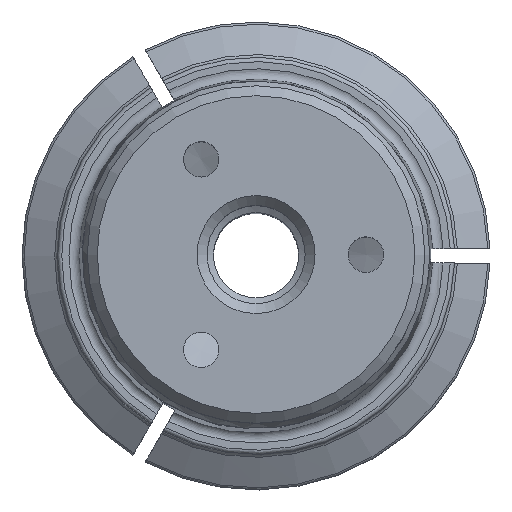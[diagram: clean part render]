
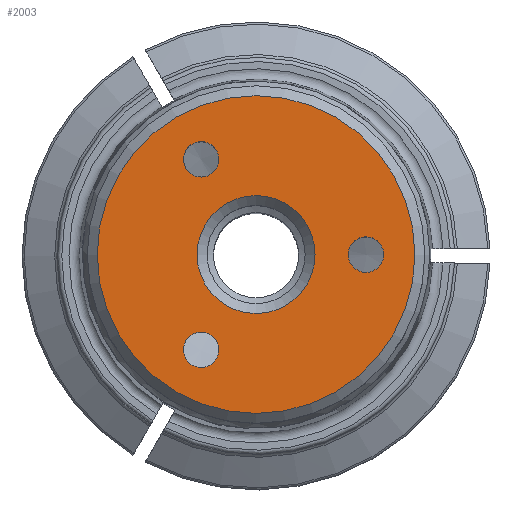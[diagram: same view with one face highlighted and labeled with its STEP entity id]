
A CAD part, top view. The second image highlights one B-rep face of the part: STEP entity #2003.
In plain terms, the highlighted planar face has unit normal (0, 0, 1).
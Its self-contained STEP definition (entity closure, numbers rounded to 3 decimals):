
#187=PLANE('',#2113);
#275=ORIENTED_EDGE('',*,*,#669,.F.);
#276=ORIENTED_EDGE('',*,*,#666,.T.);
#277=ORIENTED_EDGE('',*,*,#664,.T.);
#278=ORIENTED_EDGE('',*,*,#658,.T.);
#279=ORIENTED_EDGE('',*,*,#660,.T.);
#658=EDGE_CURVE('',#858,#858,#1004,.T.);
#660=EDGE_CURVE('',#860,#860,#1006,.T.);
#664=EDGE_CURVE('',#864,#864,#1010,.T.);
#666=EDGE_CURVE('',#866,#866,#1012,.T.);
#669=EDGE_CURVE('',#869,#869,#1015,.T.);
#858=VERTEX_POINT('',#2725);
#860=VERTEX_POINT('',#2730);
#864=VERTEX_POINT('',#2740);
#866=VERTEX_POINT('',#2745);
#869=VERTEX_POINT('',#2753);
#1004=CIRCLE('',#2091,1.25);
#1006=CIRCLE('',#2094,4.159);
#1010=CIRCLE('',#2100,1.25);
#1012=CIRCLE('',#2103,1.25);
#1015=CIRCLE('',#2108,11.2);
#1119=EDGE_LOOP('',(#275));
#1120=EDGE_LOOP('',(#276));
#1121=EDGE_LOOP('',(#277));
#1122=EDGE_LOOP('',(#278));
#1123=EDGE_LOOP('',(#279));
#1251=FACE_BOUND('',#1119,.T.);
#1252=FACE_BOUND('',#1120,.T.);
#1253=FACE_BOUND('',#1121,.T.);
#1254=FACE_BOUND('',#1122,.T.);
#1255=FACE_BOUND('',#1123,.T.);
#2003=ADVANCED_FACE('',(#1251,#1252,#1253,#1254,#1255),#187,.F.);
#2091=AXIS2_PLACEMENT_3D('',#2724,#2286,#2287);
#2094=AXIS2_PLACEMENT_3D('',#2729,#2292,#2293);
#2100=AXIS2_PLACEMENT_3D('',#2739,#2304,#2305);
#2103=AXIS2_PLACEMENT_3D('',#2744,#2310,#2311);
#2108=AXIS2_PLACEMENT_3D('',#2752,#2320,#2321);
#2113=AXIS2_PLACEMENT_3D('',#2760,#2330,#2331);
#2286=DIRECTION('',(0.,0.,-1.));
#2287=DIRECTION('',(1.,0.,0.));
#2292=DIRECTION('',(0.,0.,-1.));
#2293=DIRECTION('',(-1.,0.,0.));
#2304=DIRECTION('',(0.,0.,-1.));
#2305=DIRECTION('',(1.,0.,0.));
#2310=DIRECTION('',(0.,0.,-1.));
#2311=DIRECTION('',(1.,0.,0.));
#2320=DIRECTION('',(0.,0.,-1.));
#2321=DIRECTION('',(-1.,0.,0.));
#2330=DIRECTION('',(0.,0.,-1.));
#2331=DIRECTION('',(-1.,0.,0.));
#2724=CARTESIAN_POINT('',(-3.875,-6.712,60.5));
#2725=CARTESIAN_POINT('',(-2.625,-6.712,60.5));
#2729=CARTESIAN_POINT('',(0.,0.,60.5));
#2730=CARTESIAN_POINT('',(-4.159,0.,60.5));
#2739=CARTESIAN_POINT('',(-3.875,6.712,60.5));
#2740=CARTESIAN_POINT('',(-2.625,6.712,60.5));
#2744=CARTESIAN_POINT('',(7.75,0.,60.5));
#2745=CARTESIAN_POINT('',(9.,0.,60.5));
#2752=CARTESIAN_POINT('',(0.,0.,60.5));
#2753=CARTESIAN_POINT('',(-11.2,0.,60.5));
#2760=CARTESIAN_POINT('',(11.9,0.,60.5));
